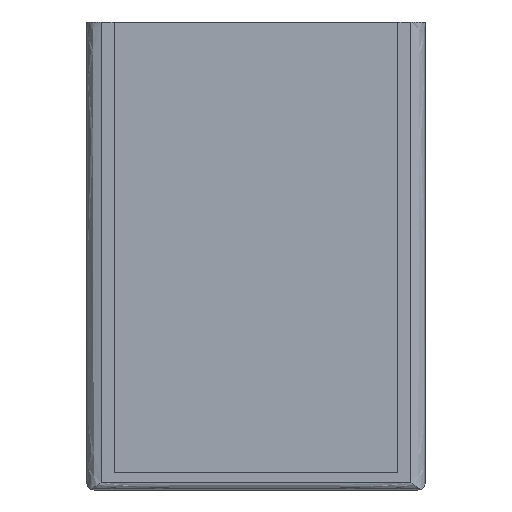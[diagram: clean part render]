
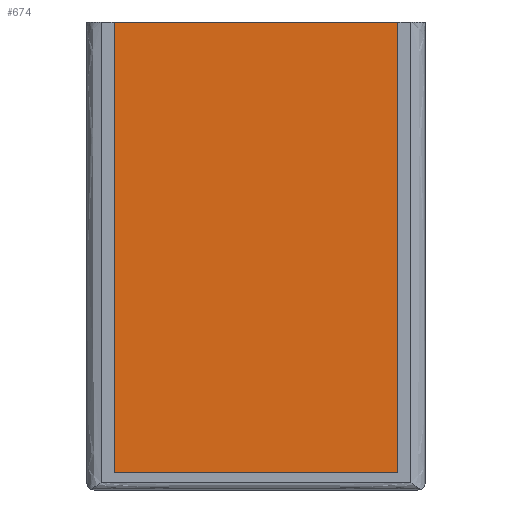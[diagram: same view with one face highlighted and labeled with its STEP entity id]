
A CAD part, top view. The second image highlights one B-rep face of the part: STEP entity #674.
In plain terms, the highlighted free-form (B-spline) face has degree [1, 1] with [2, 2] control points.
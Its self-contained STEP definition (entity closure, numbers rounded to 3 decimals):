
#425 = CARTESIAN_POINT ('', (-2693.681, 316.14, 5.182));
#426 = VERTEX_POINT ('', #425);
#526 = CARTESIAN_POINT ('', (-2682.853, 316.14, 5.182));
#527 = VERTEX_POINT ('', #526);
#544 = CARTESIAN_POINT ('', (-2693.681, 316.14, 5.182));
#545 = CARTESIAN_POINT ('', (-2682.853, 316.14, 5.182));
#546 = B_SPLINE_CURVE_WITH_KNOTS ('', 1, (#544, #545), .UNSPECIFIED., .F., .U., (2, 2), (0., 1.), .UNSPECIFIED.);
#547 = EDGE_CURVE ('', #426, #527, #546, .T.);
#593 = CARTESIAN_POINT ('', (-2693.681, 316.127, 5.182));
#594 = VERTEX_POINT ('', #593);
#600 = CARTESIAN_POINT ('', (-2751.116, 316.127, 5.182));
#601 = VERTEX_POINT ('', #600);
#602 = CARTESIAN_POINT ('', (-2693.681, 316.127, 5.182));
#603 = CARTESIAN_POINT ('', (-2751.116, 316.127, 5.182));
#604 = B_SPLINE_CURVE_WITH_KNOTS ('', 1, (#602, #603), .UNSPECIFIED., .F., .U., (2, 2), (0., 1.), .UNSPECIFIED.);
#605 = EDGE_CURVE ('', #594, #601, #604, .T.);
#631 = CARTESIAN_POINT ('', (-2693.681, 316.14, 5.182));
#632 = CARTESIAN_POINT ('', (-2693.681, 316.127, 5.182));
#633 = B_SPLINE_CURVE_WITH_KNOTS ('', 1, (#631, #632), .UNSPECIFIED., .F., .U., (2, 2), (0., 1.), .UNSPECIFIED.);
#634 = EDGE_CURVE ('', #426, #594, #633, .T.);
#645 = ORIENTED_EDGE ('', *, *, #605, .F.);
#646 = ORIENTED_EDGE ('', *, *, #634, .F.);
#647 = ORIENTED_EDGE ('', *, *, #547, .T.);
#648 = CARTESIAN_POINT ('', (-2682.853, 417.727, 5.182));
#649 = VERTEX_POINT ('', #648);
#650 = CARTESIAN_POINT ('', (-2682.853, 316.14, 5.182));
#651 = CARTESIAN_POINT ('', (-2682.853, 417.727, 5.182));
#652 = B_SPLINE_CURVE_WITH_KNOTS ('', 1, (#650, #651), .UNSPECIFIED., .F., .U., (2, 2), (0., 1.), .UNSPECIFIED.);
#653 = EDGE_CURVE ('', #527, #649, #652, .T.);
#654 = ORIENTED_EDGE ('', *, *, #653, .T.);
#655 = CARTESIAN_POINT ('', (-2751.116, 417.727, 5.182));
#656 = VERTEX_POINT ('', #655);
#657 = CARTESIAN_POINT ('', (-2751.116, 417.727, 5.182));
#658 = CARTESIAN_POINT ('', (-2682.853, 417.727, 5.182));
#659 = B_SPLINE_CURVE_WITH_KNOTS ('', 1, (#657, #658), .UNSPECIFIED., .F., .U., (2, 2), (0., 1.), .UNSPECIFIED.);
#660 = EDGE_CURVE ('', #656, #649, #659, .T.);
#661 = ORIENTED_EDGE ('', *, *, #660, .F.);
#662 = CARTESIAN_POINT ('', (-2751.116, 316.127, 5.182));
#663 = CARTESIAN_POINT ('', (-2751.116, 417.727, 5.182));
#664 = B_SPLINE_CURVE_WITH_KNOTS ('', 1, (#662, #663), .UNSPECIFIED., .F., .U., (2, 2), (0., 1.), .UNSPECIFIED.);
#665 = EDGE_CURVE ('', #601, #656, #664, .T.);
#666 = ORIENTED_EDGE ('', *, *, #665, .F.);
#667 = EDGE_LOOP ('', (#645, #646, #647, #654, #661, #666));
#668 = FACE_OUTER_BOUND ('', #667, .T.);
#669 = CARTESIAN_POINT ('', (-2751.116, 316.127, 5.182));
#670 = CARTESIAN_POINT ('', (-2751.116, 417.727, 5.182));
#671 = CARTESIAN_POINT ('', (-2682.853, 316.127, 5.182));
#672 = CARTESIAN_POINT ('', (-2682.853, 417.727, 5.182));
#673 = B_SPLINE_SURFACE_WITH_KNOTS ('', 1, 1, ((#669, #670), (#671, #672)), .UNSPECIFIED., .F., .F., .U., (2, 2), (2, 2), (0., 1.), (0., 1.), .UNSPECIFIED.);
#674 = ADVANCED_FACE ('', (#668), #673, .T.);
